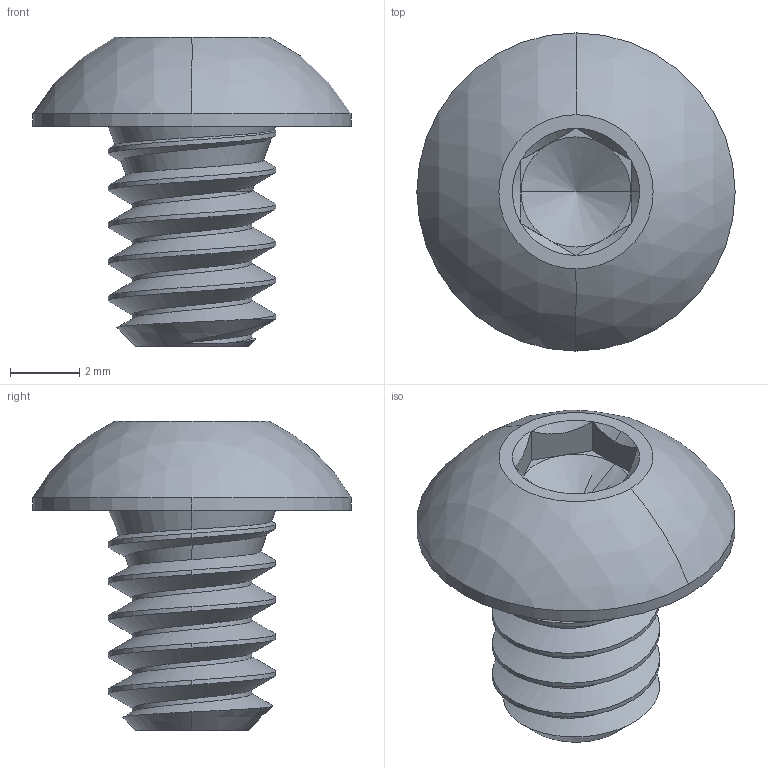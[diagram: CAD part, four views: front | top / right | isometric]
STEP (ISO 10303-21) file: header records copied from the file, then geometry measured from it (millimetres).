
FILE_DESCRIPTION (( 'STEP AP203' ), '1' );
FILE_NAME ('97763A213_18-8 Stainless Steel Button Head Hex Drive Screws.STEP', '2022-12-22T14:08:19', ( 'Administrator' ), ( 'Managed by Terraform' ), 'SwSTEP 2.0', 'SolidWorks 2017', '' );
FILE_SCHEMA (( 'CONFIG_CONTROL_DESIGN' ));
Length unit declared in the file: inch
Products named in the file (1): 97763A213_18-8 Stainless Steel Button Head Hex Drive Screws
Bounding box: 9.17 x 9.17 x 8.92 mm (x, y, z)
Volume: 195.9 mm3; surface area: 301.3 mm2
Topology: 1 solids, 1 shells, 51 faces, 121 edges, 72 vertices
Faces by surface type: cone 17, plane 15, cylinder 14, bspline 3, sphere 2
Entity records: 2695 total; most frequent: CARTESIAN_POINT 1565, ORIENTED_EDGE 238, DIRECTION 199, EDGE_CURVE 119, AXIS2_PLACEMENT_3D 79, VERTEX_POINT 72, EDGE_LOOP 53, FACE_OUTER_BOUND 51
